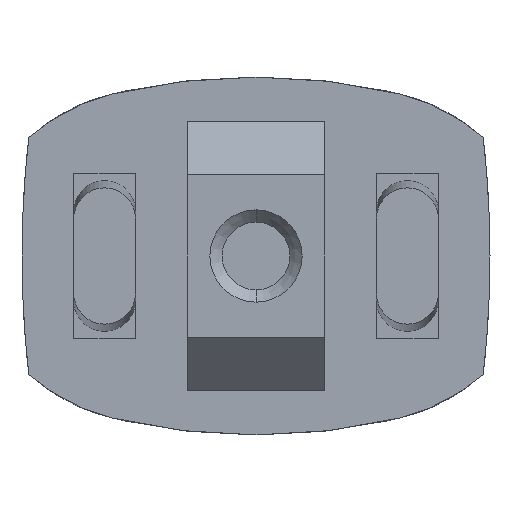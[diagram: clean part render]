
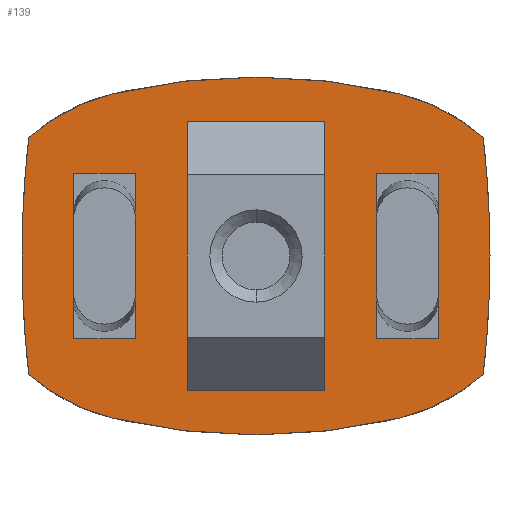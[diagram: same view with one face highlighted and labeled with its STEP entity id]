
A CAD part, front view. The second image highlights one B-rep face of the part: STEP entity #139.
In plain terms, the highlighted planar face has unit normal (0, -1, 0).
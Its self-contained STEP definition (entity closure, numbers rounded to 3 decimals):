
#139=ADVANCED_FACE('',(#356,#357,#358,#359),#360,.T.);
#356=FACE_BOUND('',#658,.T.);
#357=FACE_OUTER_BOUND('',#659,.T.);
#358=FACE_BOUND('',#660,.T.);
#359=FACE_BOUND('',#661,.T.);
#360=PLANE('',#662);
#658=EDGE_LOOP('',(#1015,#1016));
#659=EDGE_LOOP('',(#1017,#1018,#1019,#1020,#1021,#1022,#1023,#1024,#1025,#1026));
#660=EDGE_LOOP('',(#1027,#1028,#1029,#1030));
#661=EDGE_LOOP('',(#1031,#1032,#1033,#1034));
#662=AXIS2_PLACEMENT_3D('',#1035,#1036,#1037);
#1015=ORIENTED_EDGE('',*,*,#1802,.T.);
#1016=ORIENTED_EDGE('',*,*,#1832,.T.);
#1017=ORIENTED_EDGE('',*,*,#1833,.T.);
#1018=ORIENTED_EDGE('',*,*,#1834,.T.);
#1019=ORIENTED_EDGE('',*,*,#1835,.T.);
#1020=ORIENTED_EDGE('',*,*,#1817,.T.);
#1021=ORIENTED_EDGE('',*,*,#1836,.T.);
#1022=ORIENTED_EDGE('',*,*,#1837,.T.);
#1023=ORIENTED_EDGE('',*,*,#1838,.T.);
#1024=ORIENTED_EDGE('',*,*,#1839,.T.);
#1025=ORIENTED_EDGE('',*,*,#1827,.T.);
#1026=ORIENTED_EDGE('',*,*,#1840,.T.);
#1027=ORIENTED_EDGE('',*,*,#1841,.F.);
#1028=ORIENTED_EDGE('',*,*,#1842,.F.);
#1029=ORIENTED_EDGE('',*,*,#1843,.F.);
#1030=ORIENTED_EDGE('',*,*,#1844,.F.);
#1031=ORIENTED_EDGE('',*,*,#1845,.F.);
#1032=ORIENTED_EDGE('',*,*,#1846,.F.);
#1033=ORIENTED_EDGE('',*,*,#1847,.F.);
#1034=ORIENTED_EDGE('',*,*,#1848,.F.);
#1035=CARTESIAN_POINT('',(0.0,0.0,0.0));
#1036=DIRECTION('',(0.0,-1.0,0.0));
#1037=DIRECTION('',(0.0,0.0,-1.0));
#1802=EDGE_CURVE('',#2150,#2154,#2156,.T.);
#1817=EDGE_CURVE('',#2168,#2182,#2184,.T.);
#1827=EDGE_CURVE('',#2187,#2201,#2203,.T.);
#1832=EDGE_CURVE('',#2154,#2150,#2208,.T.);
#1833=EDGE_CURVE('',#2209,#2210,#2211,.T.);
#1834=EDGE_CURVE('',#2210,#2212,#2213,.T.);
#1835=EDGE_CURVE('',#2212,#2168,#2214,.T.);
#1836=EDGE_CURVE('',#2182,#2215,#2216,.T.);
#1837=EDGE_CURVE('',#2215,#2217,#2218,.T.);
#1838=EDGE_CURVE('',#2217,#2219,#2220,.T.);
#1839=EDGE_CURVE('',#2219,#2187,#2221,.T.);
#1840=EDGE_CURVE('',#2201,#2209,#2222,.T.);
#1841=EDGE_CURVE('',#2223,#2224,#2225,.T.);
#1842=EDGE_CURVE('',#2226,#2223,#2227,.T.);
#1843=EDGE_CURVE('',#2228,#2226,#2229,.T.);
#1844=EDGE_CURVE('',#2224,#2228,#2230,.T.);
#1845=EDGE_CURVE('',#2231,#2232,#2233,.T.);
#1846=EDGE_CURVE('',#2234,#2231,#2235,.T.);
#1847=EDGE_CURVE('',#2236,#2234,#2237,.T.);
#1848=EDGE_CURVE('',#2232,#2236,#2238,.T.);
#2150=VERTEX_POINT('',#2647);
#2154=VERTEX_POINT('',#2652);
#2156=CIRCLE('',#2655,3.2);
#2168=VERTEX_POINT('',#2703);
#2182=VERTEX_POINT('',#2750);
#2184=CIRCLE('',#2753,75.0);
#2187=VERTEX_POINT('',#2756);
#2201=VERTEX_POINT('',#2803);
#2203=CIRCLE('',#2806,75.0);
#2208=CIRCLE('',#2811,3.2);
#2209=VERTEX_POINT('',#2812);
#2210=VERTEX_POINT('',#2813);
#2211=CIRCLE('',#2814,45.0);
#2212=VERTEX_POINT('',#2815);
#2213=CIRCLE('',#2816,13.899);
#2214=CIRCLE('',#2817,75.0);
#2215=VERTEX_POINT('',#2818);
#2216=CIRCLE('',#2819,13.899);
#2217=VERTEX_POINT('',#2820);
#2218=CIRCLE('',#2821,45.0);
#2219=VERTEX_POINT('',#2822);
#2220=CIRCLE('',#2823,13.899);
#2221=CIRCLE('',#2824,75.0);
#2222=CIRCLE('',#2825,13.899);
#2223=VERTEX_POINT('',#2826);
#2224=VERTEX_POINT('',#2827);
#2225=LINE('',#2828,#2829);
#2226=VERTEX_POINT('',#2830);
#2227=LINE('',#2831,#2832);
#2228=VERTEX_POINT('',#2833);
#2229=LINE('',#2834,#2835);
#2230=LINE('',#2836,#2837);
#2231=VERTEX_POINT('',#2838);
#2232=VERTEX_POINT('',#2839);
#2233=LINE('',#2840,#2841);
#2234=VERTEX_POINT('',#2842);
#2235=LINE('',#2843,#2844);
#2236=VERTEX_POINT('',#2845);
#2237=LINE('',#2846,#2847);
#2238=LINE('',#2848,#2849);
#2647=CARTESIAN_POINT('',(3.2,0.0,0.0));
#2652=CARTESIAN_POINT('',(-3.2,0.,0.));
#2655=AXIS2_PLACEMENT_3D('',#3525,#3526,#3527);
#2703=CARTESIAN_POINT('',(-17.0,0.0,0.));
#2750=CARTESIAN_POINT('',(-16.506,0.0,-8.593));
#2753=AXIS2_PLACEMENT_3D('',#3540,#3541,#3542);
#2756=CARTESIAN_POINT('',(17.0,0.0,0.));
#2803=CARTESIAN_POINT('',(16.506,0.0,8.593));
#2806=AXIS2_PLACEMENT_3D('',#3550,#3551,#3552);
#2811=AXIS2_PLACEMENT_3D('',#3559,#3560,#3561);
#2812=CARTESIAN_POINT('',(10.446,0.0,11.771));
#2813=CARTESIAN_POINT('',(-10.446,0.0,11.771));
#2814=AXIS2_PLACEMENT_3D('',#3562,#3563,#3564);
#2815=CARTESIAN_POINT('',(-16.506,0.0,8.593));
#2816=AXIS2_PLACEMENT_3D('',#3565,#3566,#3567);
#2817=AXIS2_PLACEMENT_3D('',#3568,#3569,#3570);
#2818=CARTESIAN_POINT('',(-10.446,0.0,-11.771));
#2819=AXIS2_PLACEMENT_3D('',#3571,#3572,#3573);
#2820=CARTESIAN_POINT('',(10.446,0.0,-11.771));
#2821=AXIS2_PLACEMENT_3D('',#3574,#3575,#3576);
#2822=CARTESIAN_POINT('',(16.506,0.0,-8.593));
#2823=AXIS2_PLACEMENT_3D('',#3577,#3578,#3579);
#2824=AXIS2_PLACEMENT_3D('',#3580,#3581,#3582);
#2825=AXIS2_PLACEMENT_3D('',#3583,#3584,#3585);
#2826=CARTESIAN_POINT('',(13.25,0.0,-6.0));
#2827=CARTESIAN_POINT('',(13.25,0.0,6.0));
#2828=CARTESIAN_POINT('',(13.25,0.0,3.0));
#2829=VECTOR('',#3586,1.0);
#2830=CARTESIAN_POINT('',(8.75,0.0,-6.0));
#2831=CARTESIAN_POINT('',(6.625,0.0,-6.0));
#2832=VECTOR('',#3587,1.0);
#2833=CARTESIAN_POINT('',(8.75,0.0,6.0));
#2834=CARTESIAN_POINT('',(8.75,0.0,-3.0));
#2835=VECTOR('',#3588,1.0);
#2836=CARTESIAN_POINT('',(4.375,0.0,6.0));
#2837=VECTOR('',#3589,1.0);
#2838=CARTESIAN_POINT('',(-8.75,0.0,-6.0));
#2839=CARTESIAN_POINT('',(-8.75,0.0,6.0));
#2840=CARTESIAN_POINT('',(-8.75,0.0,3.0));
#2841=VECTOR('',#3590,1.0);
#2842=CARTESIAN_POINT('',(-13.25,0.0,-6.0));
#2843=CARTESIAN_POINT('',(-4.375,0.0,-6.0));
#2844=VECTOR('',#3591,1.0);
#2845=CARTESIAN_POINT('',(-13.25,0.0,6.0));
#2846=CARTESIAN_POINT('',(-13.25,0.0,-3.0));
#2847=VECTOR('',#3592,1.0);
#2848=CARTESIAN_POINT('',(-6.625,0.0,6.0));
#2849=VECTOR('',#3593,1.0);
#3525=CARTESIAN_POINT('',(0.0,0.0,0.0));
#3526=DIRECTION('',(-0.0,1.0,0.0));
#3527=DIRECTION('',(1.0,0.0,0.0));
#3540=CARTESIAN_POINT('',(58.0,0.0,0.0));
#3541=DIRECTION('',(0.0,-1.0,0.0));
#3542=DIRECTION('',(-0.993,0.0,0.115));
#3550=CARTESIAN_POINT('',(-58.0,0.0,0.0));
#3551=DIRECTION('',(0.0,-1.0,0.0));
#3552=DIRECTION('',(0.993,0.0,-0.115));
#3559=CARTESIAN_POINT('',(0.0,0.0,0.0));
#3560=DIRECTION('',(-0.0,1.0,0.0));
#3561=DIRECTION('',(1.0,0.0,0.0));
#3562=CARTESIAN_POINT('',(0.0,0.0,-32.));
#3563=DIRECTION('',(0.0,-1.0,0.0));
#3564=DIRECTION('',(0.232,0.0,0.973));
#3565=CARTESIAN_POINT('',(-7.22,0.0,-1.749));
#3566=DIRECTION('',(0.0,-1.0,0.0));
#3567=DIRECTION('',(-0.232,0.0,0.973));
#3568=CARTESIAN_POINT('',(58.0,0.0,0.0));
#3569=DIRECTION('',(0.0,-1.0,0.0));
#3570=DIRECTION('',(-0.993,0.0,0.115));
#3571=CARTESIAN_POINT('',(-7.22,0.0,1.749));
#3572=DIRECTION('',(0.0,-1.0,-0.0));
#3573=DIRECTION('',(-0.668,0.0,-0.744));
#3574=CARTESIAN_POINT('',(0.0,0.0,32.));
#3575=DIRECTION('',(0.0,-1.0,-0.0));
#3576=DIRECTION('',(-0.232,0.0,-0.973));
#3577=CARTESIAN_POINT('',(7.22,0.0,1.749));
#3578=DIRECTION('',(0.0,-1.0,0.0));
#3579=DIRECTION('',(0.232,0.0,-0.973));
#3580=CARTESIAN_POINT('',(-58.0,0.0,0.0));
#3581=DIRECTION('',(0.0,-1.0,0.0));
#3582=DIRECTION('',(0.993,0.0,-0.115));
#3583=CARTESIAN_POINT('',(7.22,0.0,-1.749));
#3584=DIRECTION('',(0.0,-1.0,0.0));
#3585=DIRECTION('',(0.668,0.0,0.744));
#3586=DIRECTION('',(-0.0,0.0,1.0));
#3587=DIRECTION('',(1.0,0.0,0.0));
#3588=DIRECTION('',(-0.0,-0.0,-1.0));
#3589=DIRECTION('',(-1.0,0.0,0.0));
#3590=DIRECTION('',(-0.0,0.0,1.0));
#3591=DIRECTION('',(1.0,0.0,0.0));
#3592=DIRECTION('',(-0.0,-0.0,-1.0));
#3593=DIRECTION('',(-1.0,0.0,0.0));
